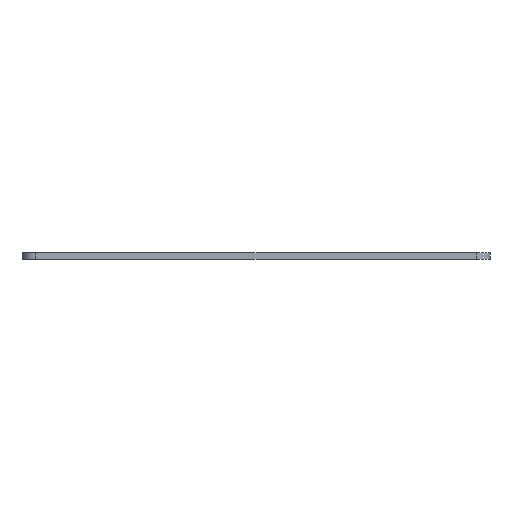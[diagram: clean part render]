
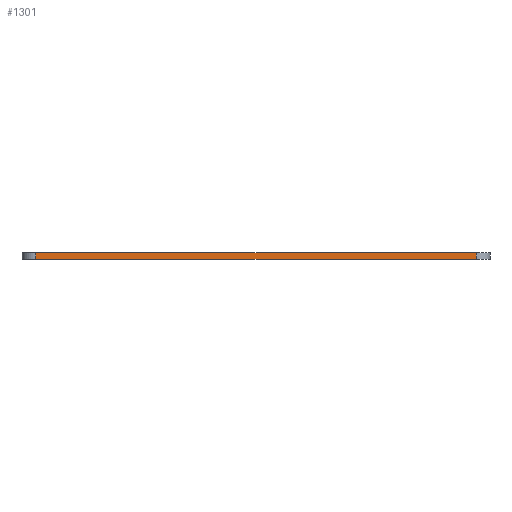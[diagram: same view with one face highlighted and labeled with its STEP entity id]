
A CAD part, left-side view. The second image highlights one B-rep face of the part: STEP entity #1301.
In plain terms, the highlighted planar face has unit normal (-1, 0, 0).
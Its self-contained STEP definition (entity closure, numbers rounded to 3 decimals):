
#39=PLANE('',#1407);
#83=FACE_OUTER_BOUND('',#160,.T.);
#160=EDGE_LOOP('',(#965,#966,#967,#968));
#240=LINE('',#1891,#384);
#278=LINE('',#2010,#422);
#279=LINE('',#2013,#423);
#280=LINE('',#2014,#424);
#384=VECTOR('',#1514,10.);
#422=VECTOR('',#1598,10.);
#423=VECTOR('',#1601,10.);
#424=VECTOR('',#1602,10.);
#578=VERTEX_POINT('',#1888);
#579=VERTEX_POINT('',#1890);
#636=VERTEX_POINT('',#2006);
#638=VERTEX_POINT('',#2012);
#708=EDGE_CURVE('',#578,#579,#240,.T.);
#768=EDGE_CURVE('',#579,#636,#278,.T.);
#769=EDGE_CURVE('',#638,#578,#279,.T.);
#770=EDGE_CURVE('',#636,#638,#280,.T.);
#965=ORIENTED_EDGE('',*,*,#768,.F.);
#966=ORIENTED_EDGE('',*,*,#708,.F.);
#967=ORIENTED_EDGE('',*,*,#769,.F.);
#968=ORIENTED_EDGE('',*,*,#770,.F.);
#1301=ADVANCED_FACE('',(#83),#39,.T.);
#1407=AXIS2_PLACEMENT_3D('',#2011,#1599,#1600);
#1514=DIRECTION('',(0.,1.,0.));
#1598=DIRECTION('',(0.,0.,1.));
#1599=DIRECTION('center_axis',(-1.,0.,0.));
#1600=DIRECTION('ref_axis',(0.,-1.,0.));
#1601=DIRECTION('',(0.,0.,-1.));
#1602=DIRECTION('',(0.,-1.,0.));
#1888=CARTESIAN_POINT('',(-54.473,-85.981,0.));
#1890=CARTESIAN_POINT('',(-54.473,11.25,0.));
#1891=CARTESIAN_POINT('',(-54.473,-88.981,0.));
#2006=CARTESIAN_POINT('',(-54.473,11.25,1.5));
#2010=CARTESIAN_POINT('',(-54.473,11.25,0.));
#2011=CARTESIAN_POINT('Origin',(-54.473,14.25,0.));
#2012=CARTESIAN_POINT('',(-54.473,-85.981,1.5));
#2013=CARTESIAN_POINT('',(-54.473,-85.981,0.));
#2014=CARTESIAN_POINT('',(-54.473,-88.981,1.5));
